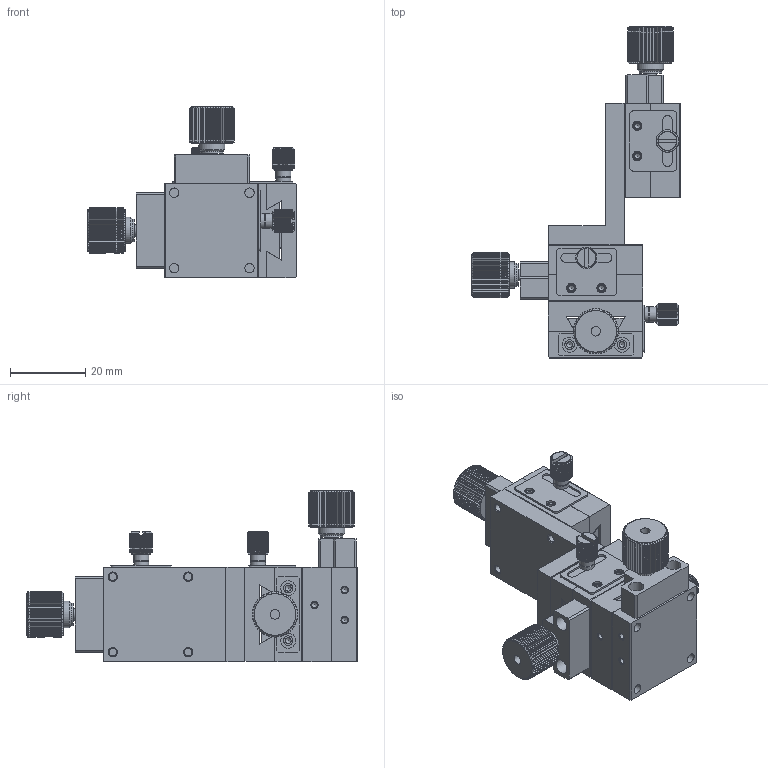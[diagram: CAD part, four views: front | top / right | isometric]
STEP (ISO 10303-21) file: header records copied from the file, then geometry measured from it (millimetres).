
FILE_DESCRIPTION (( 'STEP AP203' ), '1' );
FILE_NAME ('528841.STEP', '2024-10-16T06:20:18', ( 'Windows User' ), ( 'P R C' ), 'SwSTEP 2.0', 'SolidWorks 2020', '' );
FILE_SCHEMA (( 'CONFIG_CONTROL_DESIGN' ));
Products named in the file (1): 528841
Bounding box: 55.5 x 88 x 45.5 mm (x, y, z)
Volume: 37075.6 mm3; surface area: 29448 mm2
Topology: 10 solids, 13 shells, 2033 faces, 4552 edges, 2626 vertices
Faces by surface type: plane 904, cone 724, cylinder 402, bspline 3
Full cylindrical faces by diameter (mm): 1.567 x54, 2 x3, 2.013 x7, 2.2 x6, 2.459 x10, 2.5 x30, 3 x6, 4 x24, 4.2 x12, 6 x6, 7 x3
Entity records: 54142 total; most frequent: CARTESIAN_POINT 12571, DIRECTION 8415, ORIENTED_EDGE 8314, EDGE_CURVE 4157, AXIS2_PLACEMENT_3D 3489, VERTEX_POINT 2516, EDGE_LOOP 2475, FACE_OUTER_BOUND 2194
